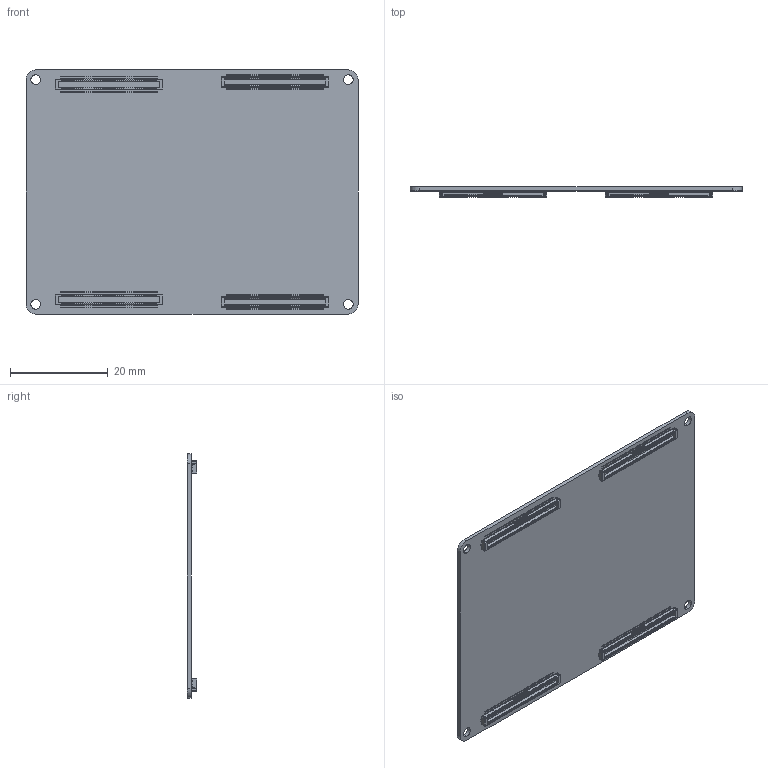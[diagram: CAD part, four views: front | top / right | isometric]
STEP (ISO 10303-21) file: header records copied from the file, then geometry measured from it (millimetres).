
FILE_DESCRIPTION (( 'STEP AP214' ), '1' );
FILE_NAME ('Forlinx FET3588-C.STEP', '2024-08-18T06:10:52+00:00', 'Stefan Hamminga', '', '', '', '');
FILE_SCHEMA (( 'AUTOMOTIVE_DESIGN' ));
Length unit declared in the file: millimetre
Products named in the file (3): Molex 55909-1074; Forlinx FET3588-C
Assembly tree (5 placements, depth 2):
  Forlinx FET3588-C
    Forlinx FET3588-C
    Molex 55909-1074  x4
Bounding box: 68 x 2 x 50 mm (x, y, z)
Volume: 2818 mm3; surface area: 8001.1 mm2
Topology: 5 solids, 5 shells, 11997 faces, 35534 edges, 23678 vertices
Faces by surface type: plane 9689, cylinder 2292, cone 16
Entity records: 103898 total; most frequent: CARTESIAN_POINT 20253, ORIENTED_EDGE 18244, DIRECTION 16305, EDGE_CURVE 9122, LINE 7771, VECTOR 7771, VERTEX_POINT 6146, AXIS2_PLACEMENT_3D 4267
